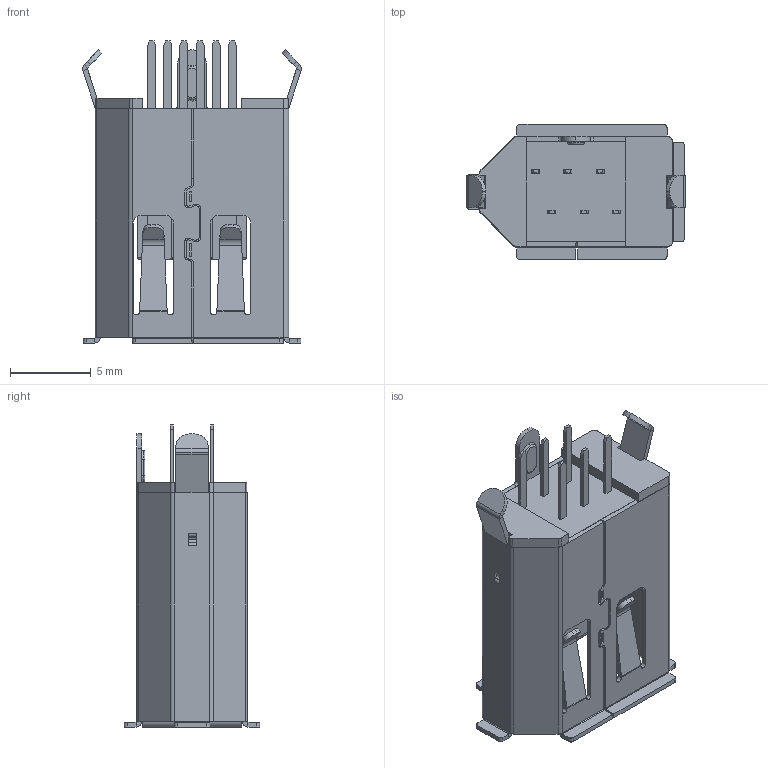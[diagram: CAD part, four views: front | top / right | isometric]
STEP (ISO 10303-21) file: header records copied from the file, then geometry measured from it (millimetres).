
FILE_DESCRIPTION (( 'STEP AP214' ), '1' );
FILE_NAME ('FUS619-FSSK6K-REF.STEP', '2026-01-16T00:52:23', ( '' ), ( '' ), 'SwSTEP 2.0', 'SolidWorks 2021', '' );
FILE_SCHEMA (( 'AUTOMOTIVE_DESIGN' ));
Length unit declared in the file: millimetre
Products named in the file (1): FUS619-FSSK6K-REF
Bounding box: 13.57 x 8.4 x 18.75 mm (x, y, z)
Volume: 493.6 mm3; surface area: 1551.2 mm2
Topology: 1 solids, 1 shells, 564 faces, 1428 edges, 873 vertices
Faces by surface type: plane 360, cylinder 176, bspline 16, torus 12
Entity records: 16737 total; most frequent: CARTESIAN_POINT 3222, ORIENTED_EDGE 2856, DIRECTION 2725, EDGE_CURVE 1428, VECTOR 1045, LINE 1045, VERTEX_POINT 873, AXIS2_PLACEMENT_3D 840
